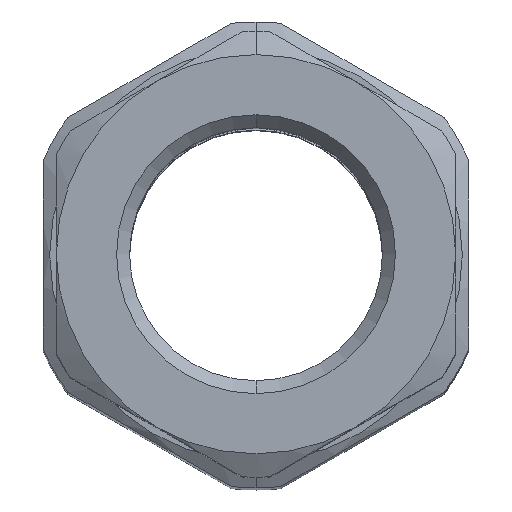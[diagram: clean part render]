
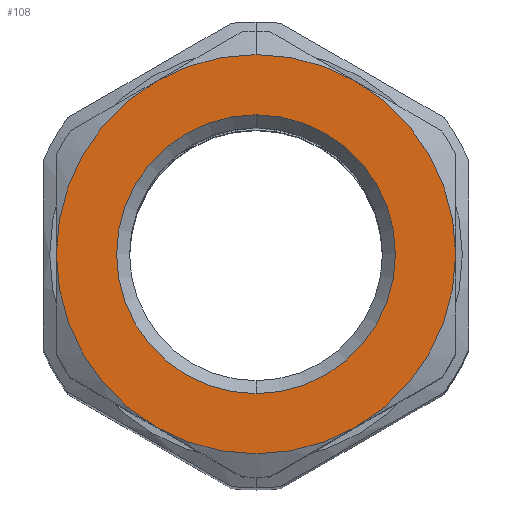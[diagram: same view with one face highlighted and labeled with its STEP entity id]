
A CAD part, top view. The second image highlights one B-rep face of the part: STEP entity #108.
In plain terms, the highlighted planar face has unit normal (0, 0, 1).
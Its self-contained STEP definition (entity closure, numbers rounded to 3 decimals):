
#79 = ORIENTED_EDGE ( 'NONE', *, *, #1600, .T. ) ;
#108 = ADVANCED_FACE ( 'NONE', ( #1156, #957 ), #252, .F. ) ;
#115 = CARTESIAN_POINT ( 'NONE',  ( 0., 0., 29.5 ) ) ;
#137 = CARTESIAN_POINT ( 'NONE',  ( -7.5, -12.99, 29.5 ) ) ;
#157 = CARTESIAN_POINT ( 'NONE',  ( -7.5, 12.99, 29.5 ) ) ;
#168 = CARTESIAN_POINT ( 'NONE',  ( 0., 0., 29.5 ) ) ;
#192 = CARTESIAN_POINT ( 'NONE',  ( 0., 0., 29.5 ) ) ;
#224 = CARTESIAN_POINT ( 'NONE',  ( 0., 0., 29.5 ) ) ;
#252 = PLANE ( 'NONE',  #1490 ) ;
#272 = DIRECTION ( 'NONE',  ( 0., 0., -1. ) ) ;
#290 = DIRECTION ( 'NONE',  ( 0., -1., 0. ) ) ;
#312 = AXIS2_PLACEMENT_3D ( 'NONE', #1428, #542, #1246 ) ;
#314 = AXIS2_PLACEMENT_3D ( 'NONE', #168, #1915, #874 ) ;
#326 = EDGE_CURVE ( 'NONE', #1289, #718, #611, .T. ) ;
#397 = ORIENTED_EDGE ( 'NONE', *, *, #1346, .F. ) ;
#449 = EDGE_CURVE ( 'NONE', #1903, #827, #1566, .T. ) ;
#491 = DIRECTION ( 'NONE',  ( 0., 0., 1. ) ) ;
#505 = CIRCLE ( 'NONE', #2190, 10.475 ) ;
#513 = EDGE_LOOP ( 'NONE', ( #79, #1563, #1962, #1582, #1773, #1616, #869 ) ) ;
#524 = VERTEX_POINT ( 'NONE', #1396 ) ;
#542 = DIRECTION ( 'NONE',  ( 0., 0., 1. ) ) ;
#550 = CARTESIAN_POINT ( 'NONE',  ( 0., 10.475, 29.5 ) ) ;
#610 = DIRECTION ( 'NONE',  ( 0., 0., 1. ) ) ;
#611 = CIRCLE ( 'NONE', #312, 15. ) ;
#709 = DIRECTION ( 'NONE',  ( 0., 1., 0. ) ) ;
#718 = VERTEX_POINT ( 'NONE', #953 ) ;
#731 = CARTESIAN_POINT ( 'NONE',  ( 0., 0., 29.5 ) ) ;
#758 = AXIS2_PLACEMENT_3D ( 'NONE', #797, #2184, #1341 ) ;
#797 = CARTESIAN_POINT ( 'NONE',  ( 0., 0., 29.5 ) ) ;
#802 = EDGE_CURVE ( 'NONE', #879, #1765, #1712, .T. ) ;
#822 = VERTEX_POINT ( 'NONE', #1735 ) ;
#827 = VERTEX_POINT ( 'NONE', #1900 ) ;
#869 = ORIENTED_EDGE ( 'NONE', *, *, #326, .T. ) ;
#874 = DIRECTION ( 'NONE',  ( 0., -1., 0. ) ) ;
#879 = VERTEX_POINT ( 'NONE', #1547 ) ;
#915 = DIRECTION ( 'NONE',  ( 0., 0., 1. ) ) ;
#930 = DIRECTION ( 'NONE',  ( 0., 0., 1. ) ) ;
#953 = CARTESIAN_POINT ( 'NONE',  ( 7.5, 12.99, 29.5 ) ) ;
#957 = FACE_OUTER_BOUND ( 'NONE', #513, .T. ) ;
#980 = AXIS2_PLACEMENT_3D ( 'NONE', #224, #930, #1241 ) ;
#997 = DIRECTION ( 'NONE',  ( 0., 1., 0. ) ) ;
#1014 = ORIENTED_EDGE ( 'NONE', *, *, #449, .F. ) ;
#1044 = CARTESIAN_POINT ( 'NONE',  ( 0., 0., 29.5 ) ) ;
#1071 = EDGE_CURVE ( 'NONE', #524, #1512, #1388, .T. ) ;
#1073 = EDGE_CURVE ( 'NONE', #1512, #822, #1972, .T. ) ;
#1156 = FACE_BOUND ( 'NONE', #1710, .T. ) ;
#1241 = DIRECTION ( 'NONE',  ( 0., 1., 0. ) ) ;
#1246 = DIRECTION ( 'NONE',  ( 0., 1., 0. ) ) ;
#1289 = VERTEX_POINT ( 'NONE', #1800 ) ;
#1341 = DIRECTION ( 'NONE',  ( 0., 1., 0. ) ) ;
#1346 = EDGE_CURVE ( 'NONE', #827, #1903, #505, .T. ) ;
#1355 = CIRCLE ( 'NONE', #1605, 15. ) ;
#1368 = DIRECTION ( 'NONE',  ( 0., 0., 1. ) ) ;
#1388 = CIRCLE ( 'NONE', #1497, 15. ) ;
#1396 = CARTESIAN_POINT ( 'NONE',  ( -15., 0., 29.5 ) ) ;
#1428 = CARTESIAN_POINT ( 'NONE',  ( 0., 0., 29.5 ) ) ;
#1490 = AXIS2_PLACEMENT_3D ( 'NONE', #2183, #272, #1684 ) ;
#1497 = AXIS2_PLACEMENT_3D ( 'NONE', #731, #1977, #709 ) ;
#1505 = CARTESIAN_POINT ( 'NONE',  ( 0., 0., 29.5 ) ) ;
#1512 = VERTEX_POINT ( 'NONE', #137 ) ;
#1547 = CARTESIAN_POINT ( 'NONE',  ( 0., 15., 29.5 ) ) ;
#1563 = ORIENTED_EDGE ( 'NONE', *, *, #802, .T. ) ;
#1566 = CIRCLE ( 'NONE', #314, 10.475 ) ;
#1582 = ORIENTED_EDGE ( 'NONE', *, *, #1071, .T. ) ;
#1600 = EDGE_CURVE ( 'NONE', #718, #879, #1751, .T. ) ;
#1605 = AXIS2_PLACEMENT_3D ( 'NONE', #115, #1368, #290 ) ;
#1616 = ORIENTED_EDGE ( 'NONE', *, *, #1631, .T. ) ;
#1631 = EDGE_CURVE ( 'NONE', #822, #1289, #1355, .T. ) ;
#1643 = CIRCLE ( 'NONE', #1936, 15. ) ;
#1645 = EDGE_CURVE ( 'NONE', #1765, #524, #1643, .T. ) ;
#1684 = DIRECTION ( 'NONE',  ( 0., 1., 0. ) ) ;
#1710 = EDGE_LOOP ( 'NONE', ( #397, #1014 ) ) ;
#1712 = CIRCLE ( 'NONE', #1932, 15. ) ;
#1735 = CARTESIAN_POINT ( 'NONE',  ( 7.5, -12.99, 29.5 ) ) ;
#1751 = CIRCLE ( 'NONE', #758, 15. ) ;
#1765 = VERTEX_POINT ( 'NONE', #157 ) ;
#1773 = ORIENTED_EDGE ( 'NONE', *, *, #1073, .T. ) ;
#1800 = CARTESIAN_POINT ( 'NONE',  ( 15., 0., 29.5 ) ) ;
#1900 = CARTESIAN_POINT ( 'NONE',  ( 0., -10.475, 29.5 ) ) ;
#1903 = VERTEX_POINT ( 'NONE', #550 ) ;
#1915 = DIRECTION ( 'NONE',  ( 0., 0., 1. ) ) ;
#1932 = AXIS2_PLACEMENT_3D ( 'NONE', #1044, #491, #2243 ) ;
#1936 = AXIS2_PLACEMENT_3D ( 'NONE', #1505, #610, #997 ) ;
#1962 = ORIENTED_EDGE ( 'NONE', *, *, #1645, .T. ) ;
#1972 = CIRCLE ( 'NONE', #980, 15. ) ;
#1977 = DIRECTION ( 'NONE',  ( 0., 0., 1. ) ) ;
#1982 = DIRECTION ( 'NONE',  ( 0., -1., 0. ) ) ;
#2183 = CARTESIAN_POINT ( 'NONE',  ( -15., 8.66, 29.5 ) ) ;
#2184 = DIRECTION ( 'NONE',  ( 0., 0., 1. ) ) ;
#2190 = AXIS2_PLACEMENT_3D ( 'NONE', #192, #915, #1982 ) ;
#2243 = DIRECTION ( 'NONE',  ( 0., 1., 0. ) ) ;
